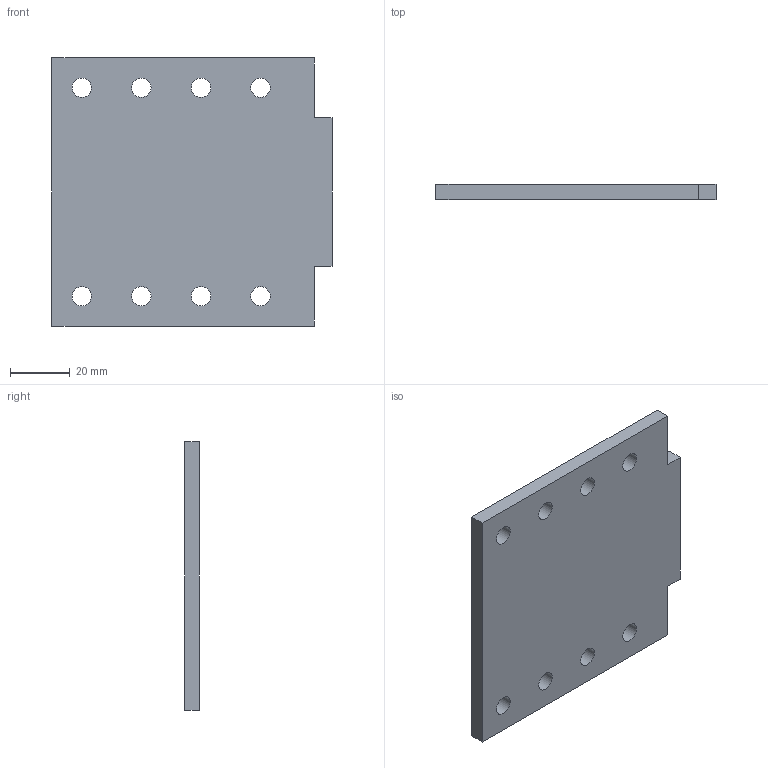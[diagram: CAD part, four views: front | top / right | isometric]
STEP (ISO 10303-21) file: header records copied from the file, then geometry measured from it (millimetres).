
FILE_DESCRIPTION(/* description */ (''),/* implementation_level */ '2;1');
FILE_NAME(/* name */ 'wysokosc.stp',/* time_stamp */ '2019-10-29T19:47:42+01:00',/* author */ ('Kamil Bęś'),/* organization */ (''),/* preprocessor_version */ 'ST-DEVELOPER v18',/* originating_system */ 'Autodesk Inventor 2020',/* authorisation */ '');
FILE_SCHEMA (('AUTOMOTIVE_DESIGN { 1 0 10303 214 3 1 1 }'));
Length unit declared in the file: millimetre
Products named in the file (1): wysokosc
Bounding box: 94 x 5 x 90 mm (x, y, z)
Volume: 39772.7 mm3; surface area: 18565.9 mm2
Topology: 1 solids, 1 shells, 18 faces, 56 edges, 40 vertices
Faces by surface type: plane 10, cylinder 8
Full cylindrical faces by diameter (mm): 6.5 x8
Entity records: 721 total; most frequent: DIRECTION 118, CARTESIAN_POINT 115, ORIENTED_EDGE 112, EDGE_CURVE 56, AXIS2_PLACEMENT_3D 43, VERTEX_POINT 40, EDGE_LOOP 34, LINE 32
